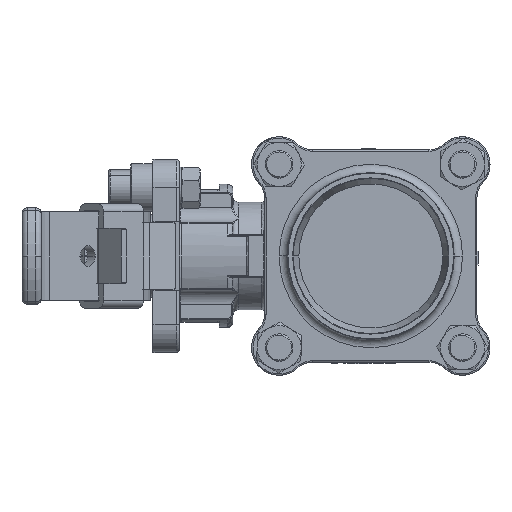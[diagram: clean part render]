
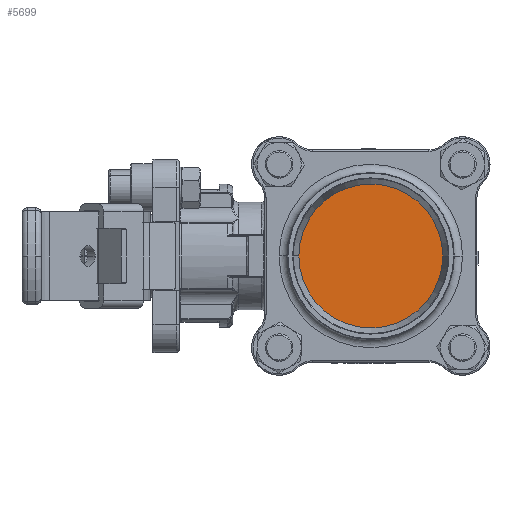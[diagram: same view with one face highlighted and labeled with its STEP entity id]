
A CAD part, left-side view. The second image highlights one B-rep face of the part: STEP entity #5699.
In plain terms, the highlighted planar face has unit normal (-1, 0, 0).
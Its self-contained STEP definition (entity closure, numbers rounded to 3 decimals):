
#2663 = AXIS2_PLACEMENT_3D ( 'NONE', #8912, #27820, #41261 ) ;
#2902 = CARTESIAN_POINT ( 'NONE',  ( -53.15, 0., 0. ) ) ;
#3882 = DIRECTION ( 'NONE',  ( 1., 0., 0. ) ) ;
#4238 = EDGE_CURVE ( 'NONE', #45574, #4398, #39165, .T. ) ;
#4398 = VERTEX_POINT ( 'NONE', #41429 ) ;
#5699 = ADVANCED_FACE ( 'NONE', ( #44723 ), #59085, .T. ) ;
#7326 = CARTESIAN_POINT ( 'NONE',  ( -53.15, 26.093, 0. ) ) ;
#8912 = CARTESIAN_POINT ( 'NONE',  ( -53.15, 0., 0. ) ) ;
#18680 = AXIS2_PLACEMENT_3D ( 'NONE', #45718, #3882, #21254 ) ;
#21254 = DIRECTION ( 'NONE',  ( 0., 0., 1. ) ) ;
#21494 = DIRECTION ( 'NONE',  ( 0., 0., 1. ) ) ;
#23558 = AXIS2_PLACEMENT_3D ( 'NONE', #2902, #58766, #21494 ) ;
#27820 = DIRECTION ( 'NONE',  ( 1., 0., 0. ) ) ;
#27939 = EDGE_CURVE ( 'NONE', #4398, #45574, #48519, .T. ) ;
#39165 = CIRCLE ( 'NONE', #18680, 26.093 ) ;
#39519 = EDGE_LOOP ( 'NONE', ( #45746, #59575 ) ) ;
#41261 = DIRECTION ( 'NONE',  ( 0., 0., 1. ) ) ;
#41429 = CARTESIAN_POINT ( 'NONE',  ( -53.15, -26.093, 0. ) ) ;
#44723 = FACE_OUTER_BOUND ( 'NONE', #39519, .T. ) ;
#45574 = VERTEX_POINT ( 'NONE', #7326 ) ;
#45718 = CARTESIAN_POINT ( 'NONE',  ( -53.15, 0., 0. ) ) ;
#45746 = ORIENTED_EDGE ( 'NONE', *, *, #4238, .F. ) ;
#48519 = CIRCLE ( 'NONE', #2663, 26.093 ) ;
#58766 = DIRECTION ( 'NONE',  ( -1., 0., 0. ) ) ;
#59085 = PLANE ( 'NONE',  #23558 ) ;
#59575 = ORIENTED_EDGE ( 'NONE', *, *, #27939, .F. ) ;
